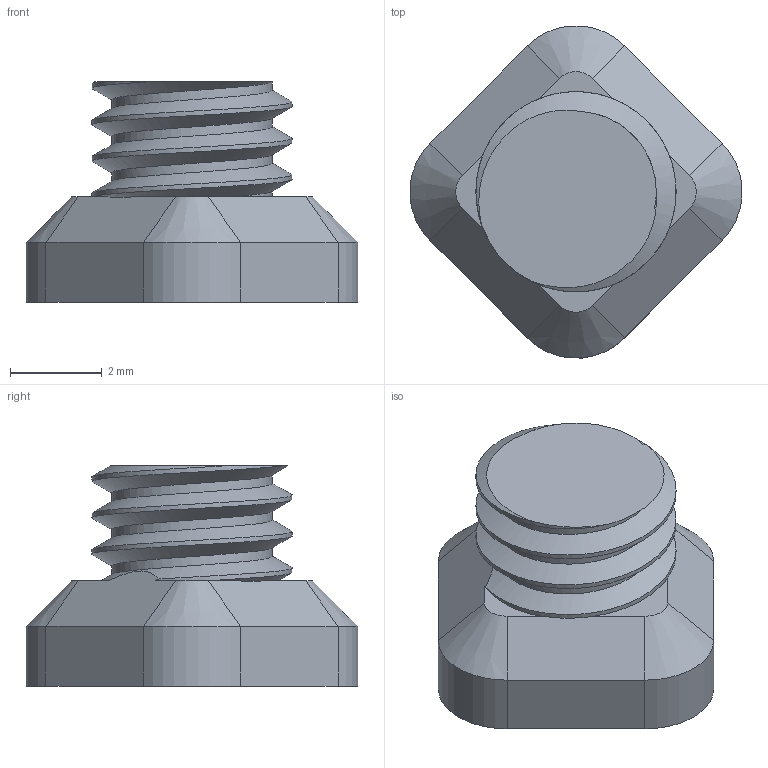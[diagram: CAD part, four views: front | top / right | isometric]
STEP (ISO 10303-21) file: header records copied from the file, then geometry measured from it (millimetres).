
FILE_DESCRIPTION(/* description */ ('STEP AP214'),/* implementation_level */ '2;1');
FILE_NAME(/* name */ 'Stem Extender 6-16.step',/* time_stamp */ '2025-06-16T14:48:39-05:00',/* author */ (''),/* organization */ (''),/* preprocessor_version */ 'ST-DEVELOPER v20.1',/* originating_system */ 'Autodesk Translation Framework v14.10.0.0',/* authorisation */ '');
FILE_SCHEMA (('AUTOMOTIVE_DESIGN { 1 0 10303 214 3 1 1 }'));
Length unit declared in the file: millimetre
Products named in the file (1): StemExtenderSmallerPocket
Bounding box: 7.23 x 7.23 x 4.8 mm (x, y, z)
Volume: 90.8 mm3; surface area: 167 mm2
Topology: 1 solids, 1 shells, 40 faces, 94 edges, 57 vertices
Faces by surface type: plane 24, cylinder 9, cone 4, bspline 3
Full cylindrical faces by diameter (mm): 3.5 x3
Entity records: 2005 total; most frequent: CARTESIAN_POINT 1087, ORIENTED_EDGE 188, DIRECTION 170, EDGE_CURVE 94, LINE 58, VECTOR 58, VERTEX_POINT 57, AXIS2_PLACEMENT_3D 56
